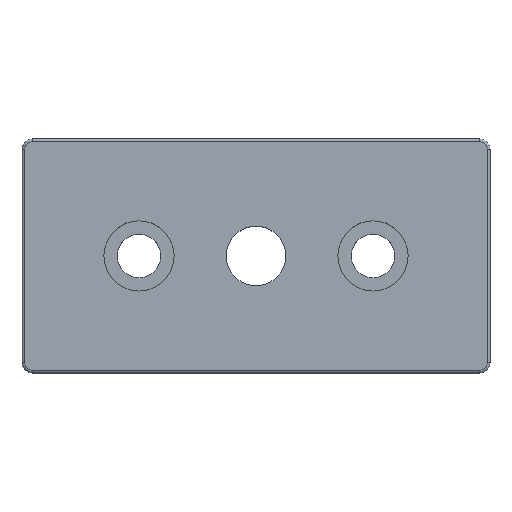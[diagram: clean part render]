
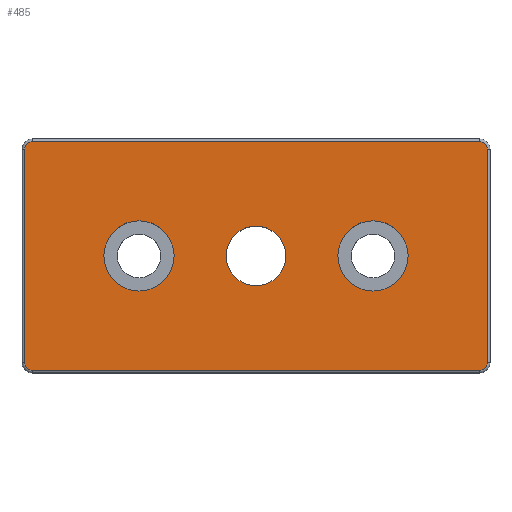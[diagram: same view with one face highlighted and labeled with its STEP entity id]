
A CAD part, top view. The second image highlights one B-rep face of the part: STEP entity #485.
In plain terms, the highlighted planar face has unit normal (0, 0, 1).
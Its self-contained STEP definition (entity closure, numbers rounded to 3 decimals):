
#75=CARTESIAN_POINT('',(-43.0,22.,12.));
#76=VERTEX_POINT('',#75);
#84=CARTESIAN_POINT('',(43.,22.,12.));
#85=VERTEX_POINT('',#84);
#86=CARTESIAN_POINT('',(-43.0,22.,12.));
#87=DIRECTION('',(1.0,0.0,0.0));
#88=VECTOR('',#87,86.0);
#89=LINE('',#86,#88);
#90=EDGE_CURVE('',#76,#85,#89,.T.);
#115=CARTESIAN_POINT('',(44.5,20.5,12.));
#116=VERTEX_POINT('',#115);
#134=CARTESIAN_POINT('',(43.,20.5,12.));
#135=DIRECTION('',(0.0,0.0,-1.));
#136=DIRECTION('',(0.707,0.707,0.0));
#137=AXIS2_PLACEMENT_3D('',#134,#135,#136);
#138=CIRCLE('',#137,1.5);
#139=EDGE_CURVE('',#85,#116,#138,.T.);
#149=CARTESIAN_POINT('',(44.5,-20.5,12.));
#150=VERTEX_POINT('',#149);
#167=CARTESIAN_POINT('',(44.5,20.5,12.));
#168=DIRECTION('',(0.0,-1.0,0.0));
#169=VECTOR('',#168,41.0);
#170=LINE('',#167,#169);
#171=EDGE_CURVE('',#116,#150,#170,.T.);
#181=CARTESIAN_POINT('',(43.0,-22.0,12.));
#182=VERTEX_POINT('',#181);
#200=CARTESIAN_POINT('',(43.0,-20.5,12.));
#201=DIRECTION('',(0.0,0.0,-1.));
#202=DIRECTION('',(0.707,-0.707,0.0));
#203=AXIS2_PLACEMENT_3D('',#200,#201,#202);
#204=CIRCLE('',#203,1.5);
#205=EDGE_CURVE('',#150,#182,#204,.T.);
#215=CARTESIAN_POINT('',(-43.,-22.,12.));
#216=VERTEX_POINT('',#215);
#233=CARTESIAN_POINT('',(43.0,-22.,12.));
#234=DIRECTION('',(-1.0,0.0,0.0));
#235=VECTOR('',#234,86.);
#236=LINE('',#233,#235);
#237=EDGE_CURVE('',#182,#216,#236,.T.);
#247=CARTESIAN_POINT('',(-44.5,-20.5,12.));
#248=VERTEX_POINT('',#247);
#266=CARTESIAN_POINT('',(-43.,-20.5,12.));
#267=DIRECTION('',(0.0,0.0,-1.));
#268=DIRECTION('',(-0.707,-0.707,0.0));
#269=AXIS2_PLACEMENT_3D('',#266,#267,#268);
#270=CIRCLE('',#269,1.5);
#271=EDGE_CURVE('',#216,#248,#270,.T.);
#281=CARTESIAN_POINT('',(-44.5,20.5,12.));
#282=VERTEX_POINT('',#281);
#299=CARTESIAN_POINT('',(-44.5,-20.5,12.));
#300=DIRECTION('',(0.0,1.0,0.0));
#301=VECTOR('',#300,41.);
#302=LINE('',#299,#301);
#303=EDGE_CURVE('',#248,#282,#302,.T.);
#322=CARTESIAN_POINT('',(-43.0,20.5,12.));
#323=DIRECTION('',(0.0,0.0,-1.));
#324=DIRECTION('',(-0.707,0.707,0.0));
#325=AXIS2_PLACEMENT_3D('',#322,#323,#324);
#326=CIRCLE('',#325,1.5);
#327=EDGE_CURVE('',#282,#76,#326,.T.);
#437=CARTESIAN_POINT('',(0.,0.,12.));
#438=DIRECTION('',(0.0,0.0,1.0));
#439=DIRECTION('',(1.0,0.0,0.0));
#440=AXIS2_PLACEMENT_3D('',#437,#438,#439);
#441=PLANE('',#440);
#442=ORIENTED_EDGE('',*,*,#90,.F.);
#443=ORIENTED_EDGE('',*,*,#327,.F.);
#444=ORIENTED_EDGE('',*,*,#303,.F.);
#445=ORIENTED_EDGE('',*,*,#271,.F.);
#446=ORIENTED_EDGE('',*,*,#237,.F.);
#447=ORIENTED_EDGE('',*,*,#205,.F.);
#448=ORIENTED_EDGE('',*,*,#171,.F.);
#449=ORIENTED_EDGE('',*,*,#139,.F.);
#450=EDGE_LOOP('',(#442,#443,#444,#445,#446,#447,#448,#449));
#451=FACE_OUTER_BOUND('',#450,.T.);
#452=CARTESIAN_POINT('',(5.723,0.,12.));
#453=VERTEX_POINT('',#452);
#454=CARTESIAN_POINT('',(0.,0.,12.));
#455=DIRECTION('',(0.0,0.0,-1.0));
#456=DIRECTION('',(1.0,0.0,0.0));
#457=AXIS2_PLACEMENT_3D('',#454,#455,#456);
#458=CIRCLE('',#457,5.723);
#459=EDGE_CURVE('',#453,#453,#458,.T.);
#460=ORIENTED_EDGE('',*,*,#459,.T.);
#461=EDGE_LOOP('',(#460));
#462=FACE_BOUND('',#461,.T.);
#463=CARTESIAN_POINT('',(-15.75,0.,12.));
#464=VERTEX_POINT('',#463);
#465=CARTESIAN_POINT('',(-22.5,0.,12.));
#466=DIRECTION('',(0.0,0.0,-1.0));
#467=DIRECTION('',(1.0,0.0,0.0));
#468=AXIS2_PLACEMENT_3D('',#465,#466,#467);
#469=CIRCLE('',#468,6.75);
#470=EDGE_CURVE('',#464,#464,#469,.T.);
#471=ORIENTED_EDGE('',*,*,#470,.T.);
#472=EDGE_LOOP('',(#471));
#473=FACE_BOUND('',#472,.T.);
#474=CARTESIAN_POINT('',(29.25,0.,12.));
#475=VERTEX_POINT('',#474);
#476=CARTESIAN_POINT('',(22.5,0.,12.));
#477=DIRECTION('',(0.0,0.0,-1.0));
#478=DIRECTION('',(1.0,0.0,0.0));
#479=AXIS2_PLACEMENT_3D('',#476,#477,#478);
#480=CIRCLE('',#479,6.75);
#481=EDGE_CURVE('',#475,#475,#480,.T.);
#482=ORIENTED_EDGE('',*,*,#481,.T.);
#483=EDGE_LOOP('',(#482));
#484=FACE_BOUND('',#483,.T.);
#485=ADVANCED_FACE('',(#451,#462,#473,#484),#441,.T.);
